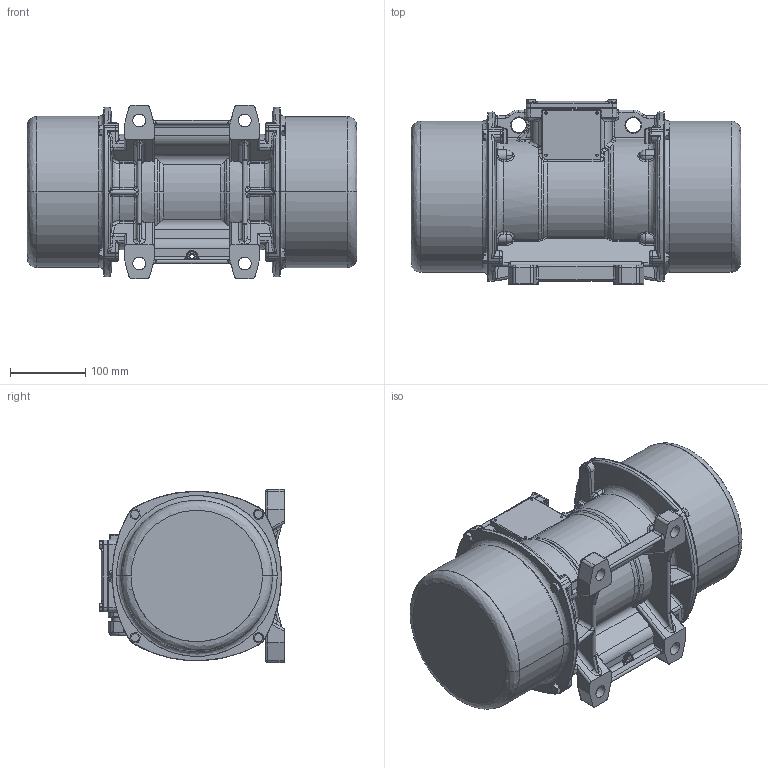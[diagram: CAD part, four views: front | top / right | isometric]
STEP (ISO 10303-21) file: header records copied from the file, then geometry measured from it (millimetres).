
FILE_DESCRIPTION (( 'STEP AP203' ), '1' );
FILE_NAME ('NES 501540 #03011000.STEP', '2019-01-15T14:45:50', ( '' ), ( '' ), 'SwSTEP 2.0', 'SolidWorks 2015', '' );
FILE_SCHEMA (( 'CONFIG_CONTROL_DESIGN' ));
Products named in the file (1): NES 501540 #03011000
Bounding box: 438 x 244.7 x 230 mm (x, y, z)
Volume: 4463226.9 mm3; surface area: 906822.4 mm2
Topology: 32 solids, 32 shells, 1817 faces, 4578 edges, 2829 vertices
Faces by surface type: bspline 746, cylinder 665, plane 406
Entity records: 164332 total; most frequent: CARTESIAN_POINT 129079, ORIENTED_EDGE 9084, EDGE_CURVE 4542, DIRECTION 3960, B_SPLINE_CURVE_WITH_KNOTS 2976, VERTEX_POINT 2829, EDGE_LOOP 1951, FACE_OUTER_BOUND 1817
